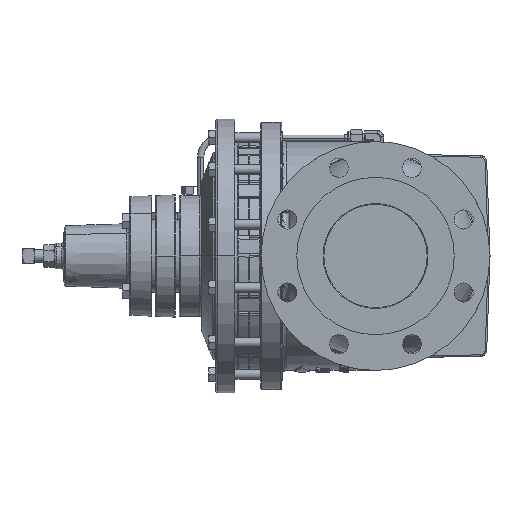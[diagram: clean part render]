
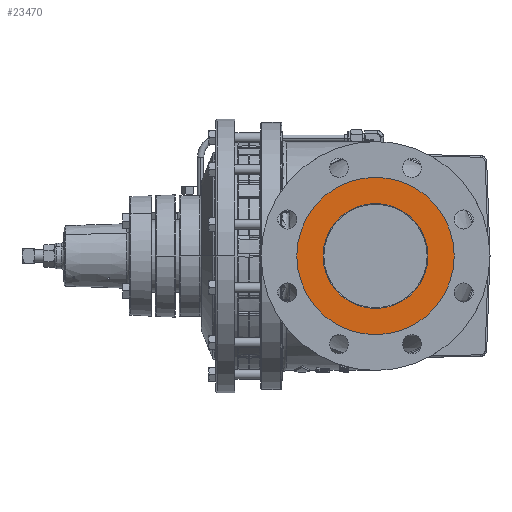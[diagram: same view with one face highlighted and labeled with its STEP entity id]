
A CAD part, left-side view. The second image highlights one B-rep face of the part: STEP entity #23470.
In plain terms, the highlighted planar face has unit normal (-1, 0, 0).
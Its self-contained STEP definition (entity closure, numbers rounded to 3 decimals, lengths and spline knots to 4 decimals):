
#2276 = CARTESIAN_POINT ( 'NONE',  ( -7.5625, 0., 0. ) ) ;
#2513 = DIRECTION ( 'NONE',  ( 1., 0., 0. ) ) ;
#2525 = VERTEX_POINT ( 'NONE', #41809 ) ;
#3399 = CARTESIAN_POINT ( 'NONE',  ( -7.5625, 3.0935, 0. ) ) ;
#3568 = CARTESIAN_POINT ( 'NONE',  ( -7.5625, 0., 3.0935 ) ) ;
#4422 = EDGE_CURVE ( 'NONE', #58339, #55810, #12387, .T. ) ;
#4678 = DIRECTION ( 'NONE',  ( -1., 0., 0. ) ) ;
#7954 = DIRECTION ( 'NONE',  ( 0., 0., 1. ) ) ;
#11773 = VERTEX_POINT ( 'NONE', #67268 ) ;
#12387 = CIRCLE ( 'NONE', #40555, 3.0935 ) ;
#13794 = EDGE_LOOP ( 'NONE', ( #58108, #21443 ) ) ;
#14662 = PLANE ( 'NONE',  #45083 ) ;
#19564 = EDGE_LOOP ( 'NONE', ( #54761, #37273 ) ) ;
#20804 = CARTESIAN_POINT ( 'NONE',  ( -7.5625, 0., 0. ) ) ;
#21443 = ORIENTED_EDGE ( 'NONE', *, *, #63464, .T. ) ;
#21811 = EDGE_CURVE ( 'NONE', #55810, #58339, #28523, .T. ) ;
#23470 = ADVANCED_FACE ( 'NONE', ( #49502, #64350 ), #14662, .T. ) ;
#26421 = DIRECTION ( 'NONE',  ( 0., 0., 1. ) ) ;
#27796 = CARTESIAN_POINT ( 'NONE',  ( -7.5625, 0., -3.0935 ) ) ;
#28523 = CIRCLE ( 'NONE', #33225, 3.0935 ) ;
#31545 = DIRECTION ( 'NONE',  ( 0., 0., 1. ) ) ;
#33225 = AXIS2_PLACEMENT_3D ( 'NONE', #38239, #4678, #43883 ) ;
#36094 = CARTESIAN_POINT ( 'NONE',  ( -7.5625, 0., 0. ) ) ;
#37273 = ORIENTED_EDGE ( 'NONE', *, *, #21811, .T. ) ;
#38239 = CARTESIAN_POINT ( 'NONE',  ( -7.5625, 0., 0. ) ) ;
#40555 = AXIS2_PLACEMENT_3D ( 'NONE', #20804, #59999, #26421 ) ;
#41504 = DIRECTION ( 'NONE',  ( 1., 0., 0. ) ) ;
#41756 = DIRECTION ( 'NONE',  ( 0., 0., 1. ) ) ;
#41809 = CARTESIAN_POINT ( 'NONE',  ( -7.5625, 0., 2.062 ) ) ;
#43883 = DIRECTION ( 'NONE',  ( 0., 0., 1. ) ) ;
#45083 = AXIS2_PLACEMENT_3D ( 'NONE', #3399, #65131, #31545 ) ;
#45409 = CIRCLE ( 'NONE', #68249, 2.062 ) ;
#47514 = EDGE_CURVE ( 'NONE', #2525, #11773, #45409, .T. ) ;
#48769 = AXIS2_PLACEMENT_3D ( 'NONE', #36094, #2513, #41756 ) ;
#49502 = FACE_BOUND ( 'NONE', #13794, .T. ) ;
#54761 = ORIENTED_EDGE ( 'NONE', *, *, #4422, .T. ) ;
#55713 = CIRCLE ( 'NONE', #48769, 2.062 ) ;
#55810 = VERTEX_POINT ( 'NONE', #27796 ) ;
#58108 = ORIENTED_EDGE ( 'NONE', *, *, #47514, .T. ) ;
#58339 = VERTEX_POINT ( 'NONE', #3568 ) ;
#59999 = DIRECTION ( 'NONE',  ( -1., 0., 0. ) ) ;
#63464 = EDGE_CURVE ( 'NONE', #11773, #2525, #55713, .T. ) ;
#64350 = FACE_OUTER_BOUND ( 'NONE', #19564, .T. ) ;
#65131 = DIRECTION ( 'NONE',  ( -1., 0., 0. ) ) ;
#67268 = CARTESIAN_POINT ( 'NONE',  ( -7.5625, 0., -2.062 ) ) ;
#68249 = AXIS2_PLACEMENT_3D ( 'NONE', #2276, #41504, #7954 ) ;
